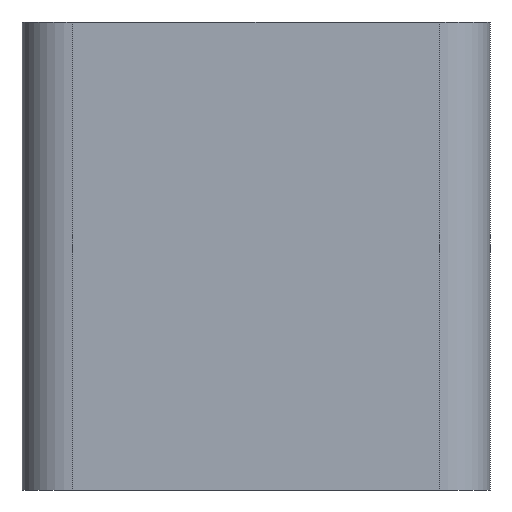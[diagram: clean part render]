
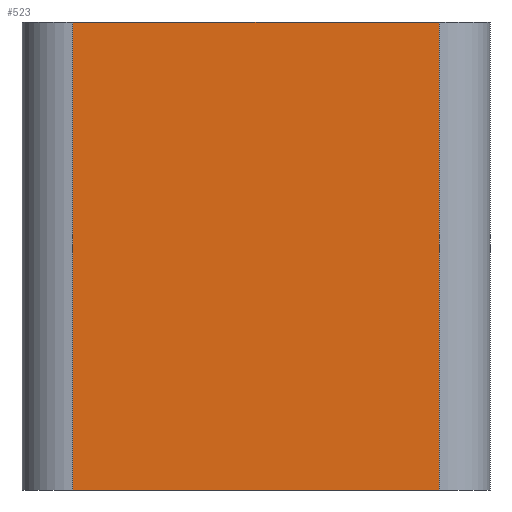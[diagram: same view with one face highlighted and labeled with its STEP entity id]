
A CAD part, left-side view. The second image highlights one B-rep face of the part: STEP entity #523.
In plain terms, the highlighted planar face has unit normal (-1, 0, 0).
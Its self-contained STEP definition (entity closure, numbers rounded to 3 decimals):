
#44 = CYLINDRICAL_SURFACE('',#45,5.4);
#45 = AXIS2_PLACEMENT_3D('',#46,#47,#48);
#46 = CARTESIAN_POINT('',(-9.6,19.6,0.));
#47 = DIRECTION('',(-0.,-0.,-1.));
#48 = DIRECTION('',(1.,0.,0.));
#72 = PLANE('',#73);
#73 = AXIS2_PLACEMENT_3D('',#74,#75,#76);
#74 = CARTESIAN_POINT('',(-9.6,25.,50.));
#75 = DIRECTION('',(0.,0.,1.));
#76 = DIRECTION('',(1.,0.,0.));
#126 = PLANE('',#127);
#127 = AXIS2_PLACEMENT_3D('',#128,#129,#130);
#128 = CARTESIAN_POINT('',(-9.6,25.,0.));
#129 = DIRECTION('',(0.,0.,1.));
#130 = DIRECTION('',(1.,0.,0.));
#413 = CYLINDRICAL_SURFACE('',#414,5.4);
#414 = AXIS2_PLACEMENT_3D('',#415,#416,#417);
#415 = CARTESIAN_POINT('',(-9.6,-19.6,0.));
#416 = DIRECTION('',(-0.,-0.,-1.));
#417 = DIRECTION('',(1.,0.,0.));
#449 = EDGE_CURVE('',#450,#452,#454,.T.);
#450 = VERTEX_POINT('',#451);
#451 = CARTESIAN_POINT('',(-15.,-19.6,0.));
#452 = VERTEX_POINT('',#453);
#453 = CARTESIAN_POINT('',(-15.,-19.6,50.));
#454 = SURFACE_CURVE('',#455,(#459,#466),.PCURVE_S1.);
#455 = LINE('',#456,#457);
#456 = CARTESIAN_POINT('',(-15.,-19.6,0.));
#457 = VECTOR('',#458,1.);
#458 = DIRECTION('',(0.,0.,1.));
#459 = PCURVE('',#413,#460);
#460 = DEFINITIONAL_REPRESENTATION('',(#461),#465);
#461 = LINE('',#462,#463);
#462 = CARTESIAN_POINT('',(-3.142,0.));
#463 = VECTOR('',#464,1.);
#464 = DIRECTION('',(-0.,-1.));
#465 = ( GEOMETRIC_REPRESENTATION_CONTEXT(2) 
PARAMETRIC_REPRESENTATION_CONTEXT() REPRESENTATION_CONTEXT('2D SPACE',''
  ) );
#466 = PCURVE('',#467,#472);
#467 = PLANE('',#468);
#468 = AXIS2_PLACEMENT_3D('',#469,#470,#471);
#469 = CARTESIAN_POINT('',(-15.,-19.6,0.));
#470 = DIRECTION('',(-1.,0.,0.));
#471 = DIRECTION('',(0.,1.,0.));
#472 = DEFINITIONAL_REPRESENTATION('',(#473),#477);
#473 = LINE('',#474,#475);
#474 = CARTESIAN_POINT('',(0.,0.));
#475 = VECTOR('',#476,1.);
#476 = DIRECTION('',(0.,-1.));
#477 = ( GEOMETRIC_REPRESENTATION_CONTEXT(2) 
PARAMETRIC_REPRESENTATION_CONTEXT() REPRESENTATION_CONTEXT('2D SPACE',''
  ) );
#523 = ADVANCED_FACE('',(#524),#467,.T.);
#524 = FACE_BOUND('',#525,.T.);
#525 = EDGE_LOOP('',(#526,#527,#550,#573));
#526 = ORIENTED_EDGE('',*,*,#449,.T.);
#527 = ORIENTED_EDGE('',*,*,#528,.T.);
#528 = EDGE_CURVE('',#452,#529,#531,.T.);
#529 = VERTEX_POINT('',#530);
#530 = CARTESIAN_POINT('',(-15.,19.6,50.));
#531 = SURFACE_CURVE('',#532,(#536,#543),.PCURVE_S1.);
#532 = LINE('',#533,#534);
#533 = CARTESIAN_POINT('',(-15.,-19.6,50.));
#534 = VECTOR('',#535,1.);
#535 = DIRECTION('',(0.,1.,0.));
#536 = PCURVE('',#467,#537);
#537 = DEFINITIONAL_REPRESENTATION('',(#538),#542);
#538 = LINE('',#539,#540);
#539 = CARTESIAN_POINT('',(0.,-50.));
#540 = VECTOR('',#541,1.);
#541 = DIRECTION('',(1.,0.));
#542 = ( GEOMETRIC_REPRESENTATION_CONTEXT(2) 
PARAMETRIC_REPRESENTATION_CONTEXT() REPRESENTATION_CONTEXT('2D SPACE',''
  ) );
#543 = PCURVE('',#72,#544);
#544 = DEFINITIONAL_REPRESENTATION('',(#545),#549);
#545 = LINE('',#546,#547);
#546 = CARTESIAN_POINT('',(-5.4,-44.6));
#547 = VECTOR('',#548,1.);
#548 = DIRECTION('',(0.,1.));
#549 = ( GEOMETRIC_REPRESENTATION_CONTEXT(2) 
PARAMETRIC_REPRESENTATION_CONTEXT() REPRESENTATION_CONTEXT('2D SPACE',''
  ) );
#550 = ORIENTED_EDGE('',*,*,#551,.F.);
#551 = EDGE_CURVE('',#552,#529,#554,.T.);
#552 = VERTEX_POINT('',#553);
#553 = CARTESIAN_POINT('',(-15.,19.6,0.));
#554 = SURFACE_CURVE('',#555,(#559,#566),.PCURVE_S1.);
#555 = LINE('',#556,#557);
#556 = CARTESIAN_POINT('',(-15.,19.6,0.));
#557 = VECTOR('',#558,1.);
#558 = DIRECTION('',(0.,0.,1.));
#559 = PCURVE('',#467,#560);
#560 = DEFINITIONAL_REPRESENTATION('',(#561),#565);
#561 = LINE('',#562,#563);
#562 = CARTESIAN_POINT('',(39.2,0.));
#563 = VECTOR('',#564,1.);
#564 = DIRECTION('',(0.,-1.));
#565 = ( GEOMETRIC_REPRESENTATION_CONTEXT(2) 
PARAMETRIC_REPRESENTATION_CONTEXT() REPRESENTATION_CONTEXT('2D SPACE',''
  ) );
#566 = PCURVE('',#44,#567);
#567 = DEFINITIONAL_REPRESENTATION('',(#568),#572);
#568 = LINE('',#569,#570);
#569 = CARTESIAN_POINT('',(-3.142,0.));
#570 = VECTOR('',#571,1.);
#571 = DIRECTION('',(-0.,-1.));
#572 = ( GEOMETRIC_REPRESENTATION_CONTEXT(2) 
PARAMETRIC_REPRESENTATION_CONTEXT() REPRESENTATION_CONTEXT('2D SPACE',''
  ) );
#573 = ORIENTED_EDGE('',*,*,#574,.F.);
#574 = EDGE_CURVE('',#450,#552,#575,.T.);
#575 = SURFACE_CURVE('',#576,(#580,#587),.PCURVE_S1.);
#576 = LINE('',#577,#578);
#577 = CARTESIAN_POINT('',(-15.,-19.6,0.));
#578 = VECTOR('',#579,1.);
#579 = DIRECTION('',(0.,1.,0.));
#580 = PCURVE('',#467,#581);
#581 = DEFINITIONAL_REPRESENTATION('',(#582),#586);
#582 = LINE('',#583,#584);
#583 = CARTESIAN_POINT('',(0.,0.));
#584 = VECTOR('',#585,1.);
#585 = DIRECTION('',(1.,0.));
#586 = ( GEOMETRIC_REPRESENTATION_CONTEXT(2) 
PARAMETRIC_REPRESENTATION_CONTEXT() REPRESENTATION_CONTEXT('2D SPACE',''
  ) );
#587 = PCURVE('',#126,#588);
#588 = DEFINITIONAL_REPRESENTATION('',(#589),#593);
#589 = LINE('',#590,#591);
#590 = CARTESIAN_POINT('',(-5.4,-44.6));
#591 = VECTOR('',#592,1.);
#592 = DIRECTION('',(0.,1.));
#593 = ( GEOMETRIC_REPRESENTATION_CONTEXT(2) 
PARAMETRIC_REPRESENTATION_CONTEXT() REPRESENTATION_CONTEXT('2D SPACE',''
  ) );
